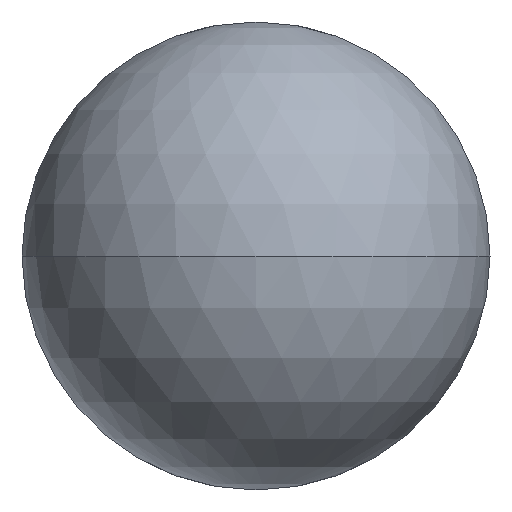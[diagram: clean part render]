
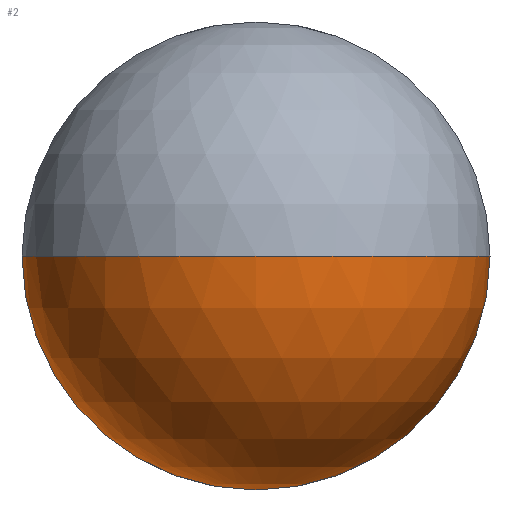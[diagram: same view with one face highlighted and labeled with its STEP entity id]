
A CAD part, front view. The second image highlights one B-rep face of the part: STEP entity #2.
In plain terms, the highlighted spherical face has radius 4.763 mm.
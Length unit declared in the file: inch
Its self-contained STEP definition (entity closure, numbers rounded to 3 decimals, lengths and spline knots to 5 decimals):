
#2 = ADVANCED_FACE ( 'NONE', ( #76 ), #441, .T. ) ;
#28 = CARTESIAN_POINT ( 'NONE',  ( -0.1875, 0.1875, 0. ) ) ;
#53 = CIRCLE ( 'NONE', #388, 0.1875 ) ;
#58 = DIRECTION ( 'NONE',  ( 0., -1., 0. ) ) ;
#71 = AXIS2_PLACEMENT_3D ( 'NONE', #367, #326, #525 ) ;
#72 = CIRCLE ( 'NONE', #335, 0.1875 ) ;
#76 = FACE_OUTER_BOUND ( 'NONE', #163, .T. ) ;
#78 = DIRECTION ( 'NONE',  ( -1., 0., 0. ) ) ;
#88 = DIRECTION ( 'NONE',  ( 0., -1., 0. ) ) ;
#91 = VERTEX_POINT ( 'NONE', #125 ) ;
#99 = DIRECTION ( 'NONE',  ( 0., 0., -1. ) ) ;
#112 = EDGE_CURVE ( 'NONE', #91, #264, #53, .T. ) ;
#117 = CARTESIAN_POINT ( 'NONE',  ( 0., 0.1875, 0. ) ) ;
#125 = CARTESIAN_POINT ( 'NONE',  ( 0.1875, 0.1875, 0. ) ) ;
#160 = CARTESIAN_POINT ( 'NONE',  ( 0., 0.1875, -0.1875 ) ) ;
#163 = EDGE_LOOP ( 'NONE', ( #461, #377, #348, #513 ) ) ;
#178 = CARTESIAN_POINT ( 'NONE',  ( 0., 0.1875, 0. ) ) ;
#179 = VERTEX_POINT ( 'NONE', #160 ) ;
#195 = EDGE_CURVE ( 'NONE', #179, #91, #72, .T. ) ;
#196 = CARTESIAN_POINT ( 'NONE',  ( 0., 0.1875, 0. ) ) ;
#230 = AXIS2_PLACEMENT_3D ( 'NONE', #178, #354, #512 ) ;
#264 = VERTEX_POINT ( 'NONE', #450 ) ;
#286 = AXIS2_PLACEMENT_3D ( 'NONE', #196, #88, #447 ) ;
#309 = VERTEX_POINT ( 'NONE', #28 ) ;
#326 = DIRECTION ( 'NONE',  ( 0., 0., -1. ) ) ;
#329 = EDGE_CURVE ( 'NONE', #309, #264, #451, .T. ) ;
#335 = AXIS2_PLACEMENT_3D ( 'NONE', #385, #58, #99 ) ;
#348 = ORIENTED_EDGE ( 'NONE', *, *, #112, .T. ) ;
#354 = DIRECTION ( 'NONE',  ( 0., 0., 1. ) ) ;
#367 = CARTESIAN_POINT ( 'NONE',  ( 0., 0.1875, 0. ) ) ;
#377 = ORIENTED_EDGE ( 'NONE', *, *, #195, .T. ) ;
#385 = CARTESIAN_POINT ( 'NONE',  ( 0., 0.1875, 0. ) ) ;
#388 = AXIS2_PLACEMENT_3D ( 'NONE', #117, #404, #78 ) ;
#404 = DIRECTION ( 'NONE',  ( 0., 0., -1. ) ) ;
#430 = CIRCLE ( 'NONE', #286, 0.1875 ) ;
#441 = SPHERICAL_SURFACE ( 'NONE', #71, 0.1875 ) ;
#447 = DIRECTION ( 'NONE',  ( 0., 0., -1. ) ) ;
#450 = CARTESIAN_POINT ( 'NONE',  ( 0., 0., 0. ) ) ;
#451 = CIRCLE ( 'NONE', #230, 0.1875 ) ;
#461 = ORIENTED_EDGE ( 'NONE', *, *, #473, .T. ) ;
#473 = EDGE_CURVE ( 'NONE', #309, #179, #430, .T. ) ;
#512 = DIRECTION ( 'NONE',  ( 1., 0., 0. ) ) ;
#513 = ORIENTED_EDGE ( 'NONE', *, *, #329, .F. ) ;
#525 = DIRECTION ( 'NONE',  ( -1., 0., 0. ) ) ;
